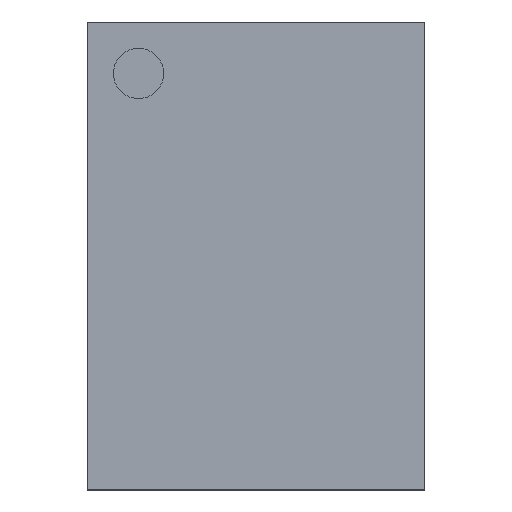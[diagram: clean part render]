
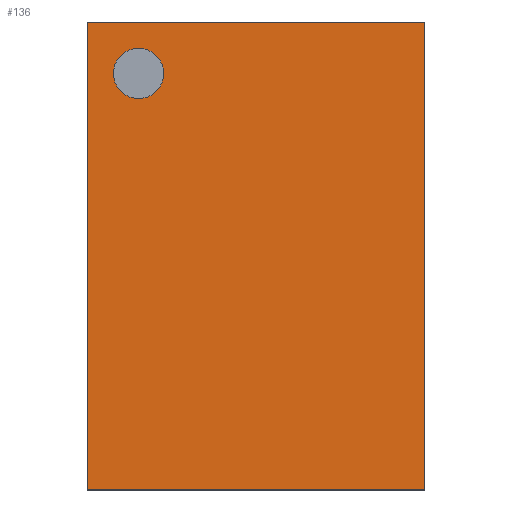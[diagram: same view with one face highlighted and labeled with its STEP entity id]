
A CAD part, top view. The second image highlights one B-rep face of the part: STEP entity #136.
In plain terms, the highlighted planar face has unit normal (0, 0, 1).
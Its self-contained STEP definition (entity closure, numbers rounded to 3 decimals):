
#24 = VERTEX_POINT('',#25);
#25 = CARTESIAN_POINT('',(-1.675,2.325,1.));
#31 = EDGE_CURVE('',#24,#32,#34,.T.);
#32 = VERTEX_POINT('',#33);
#33 = CARTESIAN_POINT('',(1.675,2.325,1.));
#34 = LINE('',#35,#36);
#35 = CARTESIAN_POINT('',(-1.675,2.325,1.));
#36 = VECTOR('',#37,1.);
#37 = DIRECTION('',(1.,0.,0.));
#64 = VERTEX_POINT('',#65);
#65 = CARTESIAN_POINT('',(-1.675,-2.325,1.));
#71 = EDGE_CURVE('',#64,#24,#72,.T.);
#72 = LINE('',#73,#74);
#73 = CARTESIAN_POINT('',(-1.675,-2.325,1.));
#74 = VECTOR('',#75,1.);
#75 = DIRECTION('',(0.,1.,0.));
#93 = EDGE_CURVE('',#32,#94,#96,.T.);
#94 = VERTEX_POINT('',#95);
#95 = CARTESIAN_POINT('',(1.675,-2.325,1.));
#96 = LINE('',#97,#98);
#97 = CARTESIAN_POINT('',(1.675,2.325,1.));
#98 = VECTOR('',#99,1.);
#99 = DIRECTION('',(0.,-1.,0.));
#136 = ADVANCED_FACE('',(#137,#148),#159,.F.);
#137 = FACE_BOUND('',#138,.F.);
#138 = EDGE_LOOP('',(#139,#140,#141,#147));
#139 = ORIENTED_EDGE('',*,*,#31,.T.);
#140 = ORIENTED_EDGE('',*,*,#93,.T.);
#141 = ORIENTED_EDGE('',*,*,#142,.T.);
#142 = EDGE_CURVE('',#94,#64,#143,.T.);
#143 = LINE('',#144,#145);
#144 = CARTESIAN_POINT('',(1.675,-2.325,1.));
#145 = VECTOR('',#146,1.);
#146 = DIRECTION('',(-1.,0.,0.));
#147 = ORIENTED_EDGE('',*,*,#71,.T.);
#148 = FACE_BOUND('',#149,.F.);
#149 = EDGE_LOOP('',(#150));
#150 = ORIENTED_EDGE('',*,*,#151,.T.);
#151 = EDGE_CURVE('',#152,#152,#154,.T.);
#152 = VERTEX_POINT('',#153);
#153 = CARTESIAN_POINT('',(-0.917,1.814,1.));
#154 = CIRCLE('',#155,0.25);
#155 = AXIS2_PLACEMENT_3D('',#156,#157,#158);
#156 = CARTESIAN_POINT('',(-1.167,1.814,1.));
#157 = DIRECTION('',(0.,0.,1.));
#158 = DIRECTION('',(1.,0.,0.));
#159 = PLANE('',#160);
#160 = AXIS2_PLACEMENT_3D('',#161,#162,#163);
#161 = CARTESIAN_POINT('',(0.,0.,1.));
#162 = DIRECTION('',(-0.,-0.,-1.));
#163 = DIRECTION('',(-1.,0.,0.));
